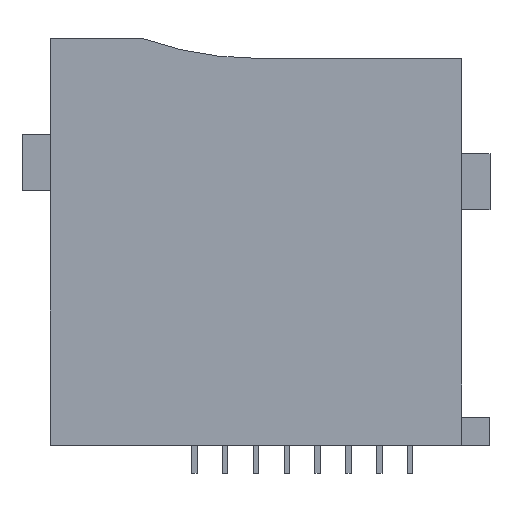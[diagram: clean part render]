
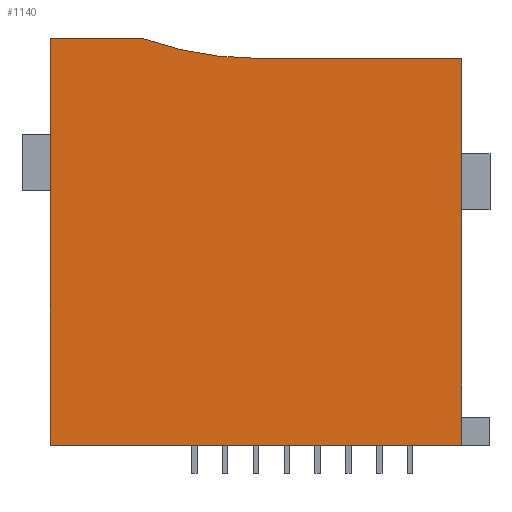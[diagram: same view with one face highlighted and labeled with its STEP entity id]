
A CAD part, top view. The second image highlights one B-rep face of the part: STEP entity #1140.
In plain terms, the highlighted planar face has unit normal (0, 0, 1).
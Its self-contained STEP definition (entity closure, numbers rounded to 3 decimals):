
#30=CIRCLE('',#1218,12.18);
#95=FACE_OUTER_BOUND('',#152,.T.);
#152=EDGE_LOOP('',(#977,#978,#979,#980,#981,#982));
#255=LINE('',#1722,#402);
#285=LINE('',#1811,#432);
#289=LINE('',#1817,#436);
#296=LINE('',#1825,#443);
#302=LINE('',#1832,#449);
#402=VECTOR('',#1398,10.);
#432=VECTOR('',#1484,10.);
#436=VECTOR('',#1490,10.);
#443=VECTOR('',#1499,10.);
#449=VECTOR('',#1507,10.);
#522=VERTEX_POINT('',#1719);
#523=VERTEX_POINT('',#1721);
#551=VERTEX_POINT('',#1802);
#552=VERTEX_POINT('',#1804);
#554=VERTEX_POINT('',#1810);
#555=VERTEX_POINT('',#1816);
#655=EDGE_CURVE('',#523,#522,#255,.T.);
#694=EDGE_CURVE('',#552,#551,#30,.T.);
#697=EDGE_CURVE('',#554,#552,#285,.T.);
#701=EDGE_CURVE('',#555,#554,#289,.T.);
#708=EDGE_CURVE('',#522,#555,#296,.T.);
#714=EDGE_CURVE('',#551,#523,#302,.T.);
#977=ORIENTED_EDGE('',*,*,#714,.T.);
#978=ORIENTED_EDGE('',*,*,#655,.T.);
#979=ORIENTED_EDGE('',*,*,#708,.T.);
#980=ORIENTED_EDGE('',*,*,#701,.T.);
#981=ORIENTED_EDGE('',*,*,#697,.T.);
#982=ORIENTED_EDGE('',*,*,#694,.T.);
#1083=PLANE('',#1223);
#1140=ADVANCED_FACE('',(#95),#1083,.T.);
#1218=AXIS2_PLACEMENT_3D('',#1805,#1478,#1479);
#1223=AXIS2_PLACEMENT_3D('',#1833,#1508,#1509);
#1398=DIRECTION('',(0.,-1.,0.));
#1478=DIRECTION('center_axis',(0.,0.,-1.));
#1479=DIRECTION('ref_axis',(-0.334,-0.943,0.));
#1484=DIRECTION('',(-1.,0.,0.));
#1490=DIRECTION('',(0.,1.,0.));
#1499=DIRECTION('',(1.,0.,0.));
#1507=DIRECTION('',(-1.,0.,0.));
#1508=DIRECTION('center_axis',(0.,0.,1.));
#1509=DIRECTION('ref_axis',(1.,0.,0.));
#1719=CARTESIAN_POINT('',(-7.35,0.,1.9));
#1721=CARTESIAN_POINT('',(-7.35,14.5,1.9));
#1722=CARTESIAN_POINT('',(-7.35,14.5,1.9));
#1802=CARTESIAN_POINT('',(-4.015,14.5,1.9));
#1804=CARTESIAN_POINT('',(0.054,13.8,1.9));
#1805=CARTESIAN_POINT('Origin',(0.054,25.98,1.9));
#1810=CARTESIAN_POINT('',(7.35,13.8,1.9));
#1811=CARTESIAN_POINT('',(7.35,13.8,1.9));
#1816=CARTESIAN_POINT('',(7.35,0.,1.9));
#1817=CARTESIAN_POINT('',(7.35,0.,1.9));
#1825=CARTESIAN_POINT('',(-7.35,0.,1.9));
#1832=CARTESIAN_POINT('',(-4.015,14.5,1.9));
#1833=CARTESIAN_POINT('Origin',(0.,7.25,1.9));
